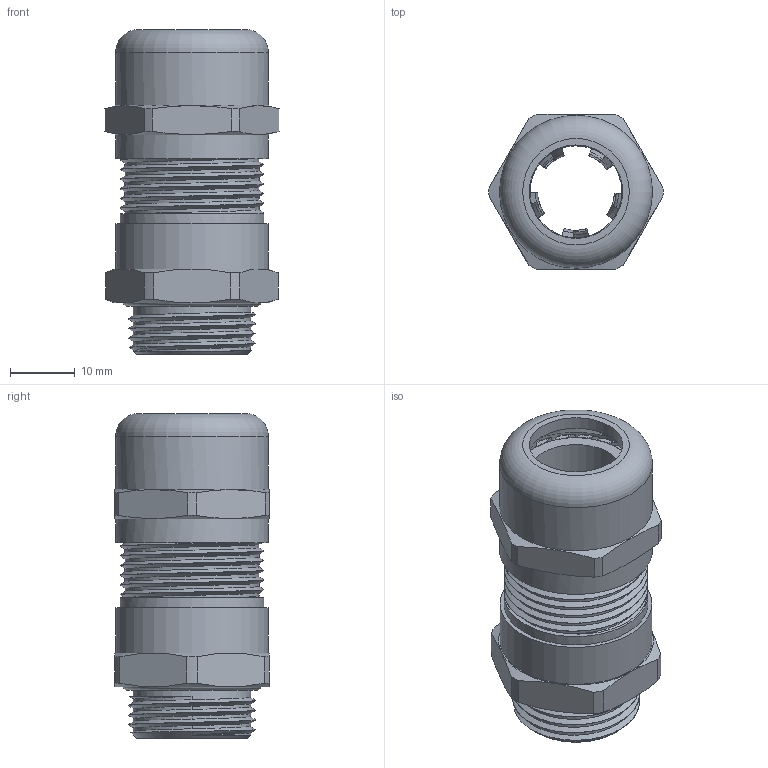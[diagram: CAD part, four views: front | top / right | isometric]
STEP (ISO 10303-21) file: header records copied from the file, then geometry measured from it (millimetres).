
FILE_DESCRIPTION(/* description */ ('Ampacity EMV LF M 20x1,5; KB 7,5-14,0'),/* implementation_level */ '2;1');
FILE_NAME(/* name */ '61086522AMPLF-RST.stp',/* time_stamp */ '2022-04-04T10:27:05+02:00',/* author */ ('sl'),/* organization */ (''),/* preprocessor_version */ 'ST-DEVELOPER v16.5',/* originating_system */ 'Autodesk Inventor 2017',/* authorisation */ '');
FILE_SCHEMA (('AUTOMOTIVE_DESIGN { 1 0 10303 214 3 1 1 }'));
Length unit declared in the file: millimetre
Products named in the file (8): 61086522AMPLF; 61086522AMPlf_1; 61086522AMPLF_2; 61086522AMPLF_3; Dichteinsatz-M20; Klemmkaefig-M20; O-RING-M20; 61086532AMPLF
Assembly tree (8 placements, depth 2):
  61086522AMPLF
    61086522AMPlf_1
    61086522AMPLF_2
    61086522AMPLF_3
    61086532AMPLF  x2
    Dichteinsatz-M20
    Klemmkaefig-M20
    O-RING-M20
Bounding box: 27 x 24 x 50.37 mm (x, y, z)
Volume: 6098.8 mm3; surface area: 15585 mm2
Topology: 7 solids, 8 shells, 461 faces, 1285 edges, 841 vertices
Faces by surface type: plane 183, cylinder 163, cone 50, torus 39, bspline 26
Full cylindrical faces by diameter (mm): 14.26 x1, 14.41 x1, 14.48 x1, 15.59 x1, 16.8 x1, 17.1 x1, 17.93 x1, 18.05 x1, 18.178 x5, 18.41 x2, 18.97 x2, 19.06 x1, 19.19 x1, 19.37 x2, 20.37 x1, 20.56 x1, 21.21 x7, 21.62 x1, 22.32 x6, 23.59 x1, 23.68 x1, 23.69 x1
Entity records: 14703 total; most frequent: CARTESIAN_POINT 6364, DIRECTION 1737, ORIENTED_EDGE 1706, EDGE_CURVE 853, AXIS2_PLACEMENT_3D 697, VERTEX_POINT 576, EDGE_LOOP 381, CIRCLE 368
